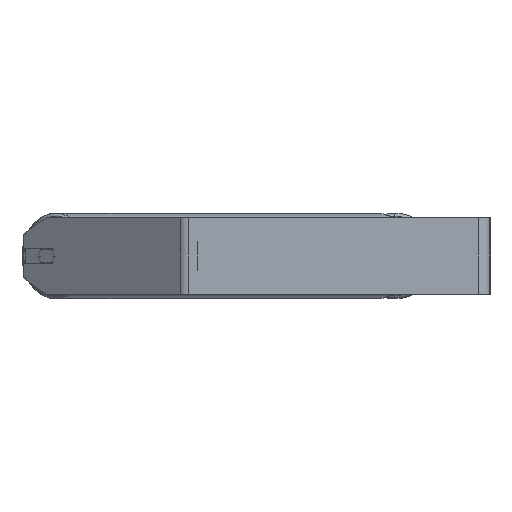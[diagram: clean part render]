
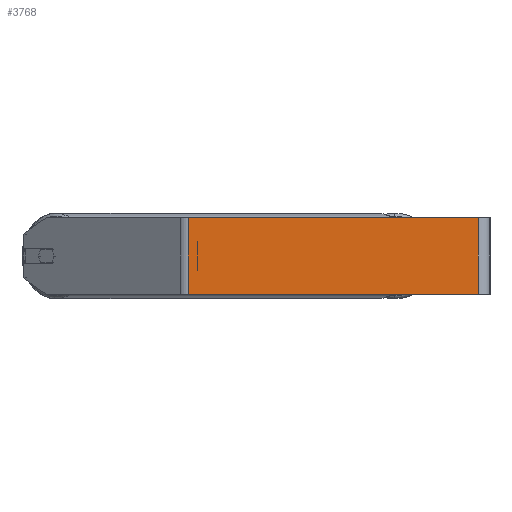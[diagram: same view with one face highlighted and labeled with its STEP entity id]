
A CAD part, left-side view. The second image highlights one B-rep face of the part: STEP entity #3768.
In plain terms, the highlighted planar face has unit normal (-1, 0, 0).
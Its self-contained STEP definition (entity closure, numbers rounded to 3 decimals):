
#405 = EDGE_LOOP ( 'NONE', ( #5507, #5016, #7326, #1420 ) ) ;
#871 = VERTEX_POINT ( 'NONE', #5598 ) ;
#1080 = CARTESIAN_POINT ( 'NONE',  ( -840., 318.095, -40. ) ) ;
#1121 = DIRECTION ( 'NONE',  ( 0., 1., 0. ) ) ;
#1132 = VECTOR ( 'NONE', #2228, 1000. ) ;
#1420 = ORIENTED_EDGE ( 'NONE', *, *, #4007, .T. ) ;
#1493 = EDGE_CURVE ( 'NONE', #871, #8375, #3641, .T. ) ;
#1721 = VECTOR ( 'NONE', #1759, 1000. ) ;
#1759 = DIRECTION ( 'NONE',  ( 0., -1., 0. ) ) ;
#1955 = CARTESIAN_POINT ( 'NONE',  ( -840., 313.728, 40. ) ) ;
#2228 = DIRECTION ( 'NONE',  ( 0., 0., -1. ) ) ;
#2393 = DIRECTION ( 'NONE',  ( 0., 0., -1. ) ) ;
#2456 = FACE_OUTER_BOUND ( 'NONE', #405, .T. ) ;
#3016 = EDGE_CURVE ( 'NONE', #3969, #8375, #3599, .T. ) ;
#3022 = VECTOR ( 'NONE', #6337, 1000. ) ;
#3568 = CARTESIAN_POINT ( 'NONE',  ( -840., 12., -40. ) ) ;
#3599 = LINE ( 'NONE', #8502, #8539 ) ;
#3641 = LINE ( 'NONE', #1080, #3022 ) ;
#3768 = ADVANCED_FACE ( 'NONE', ( #2456 ), #6436, .F. ) ;
#3773 = DIRECTION ( 'NONE',  ( 1., 0., 0. ) ) ;
#3969 = VERTEX_POINT ( 'NONE', #7314 ) ;
#4006 = VERTEX_POINT ( 'NONE', #1955 ) ;
#4007 = EDGE_CURVE ( 'NONE', #4006, #871, #4646, .T. ) ;
#4431 = AXIS2_PLACEMENT_3D ( 'NONE', #6340, #3773, #1121 ) ;
#4646 = LINE ( 'NONE', #7356, #1132 ) ;
#5016 = ORIENTED_EDGE ( 'NONE', *, *, #3016, .F. ) ;
#5507 = ORIENTED_EDGE ( 'NONE', *, *, #1493, .T. ) ;
#5598 = CARTESIAN_POINT ( 'NONE',  ( -840., 313.728, -40. ) ) ;
#5673 = LINE ( 'NONE', #5857, #1721 ) ;
#5857 = CARTESIAN_POINT ( 'NONE',  ( -840., 318.095, 40. ) ) ;
#5945 = EDGE_CURVE ( 'NONE', #4006, #3969, #5673, .T. ) ;
#6337 = DIRECTION ( 'NONE',  ( 0., -1., 0. ) ) ;
#6340 = CARTESIAN_POINT ( 'NONE',  ( -840., 318.095, 40. ) ) ;
#6436 = PLANE ( 'NONE',  #4431 ) ;
#7314 = CARTESIAN_POINT ( 'NONE',  ( -840., 12., 40. ) ) ;
#7326 = ORIENTED_EDGE ( 'NONE', *, *, #5945, .F. ) ;
#7356 = CARTESIAN_POINT ( 'NONE',  ( -840., 313.728, 40. ) ) ;
#8375 = VERTEX_POINT ( 'NONE', #3568 ) ;
#8502 = CARTESIAN_POINT ( 'NONE',  ( -840., 12., 40. ) ) ;
#8539 = VECTOR ( 'NONE', #2393, 1000. ) ;
